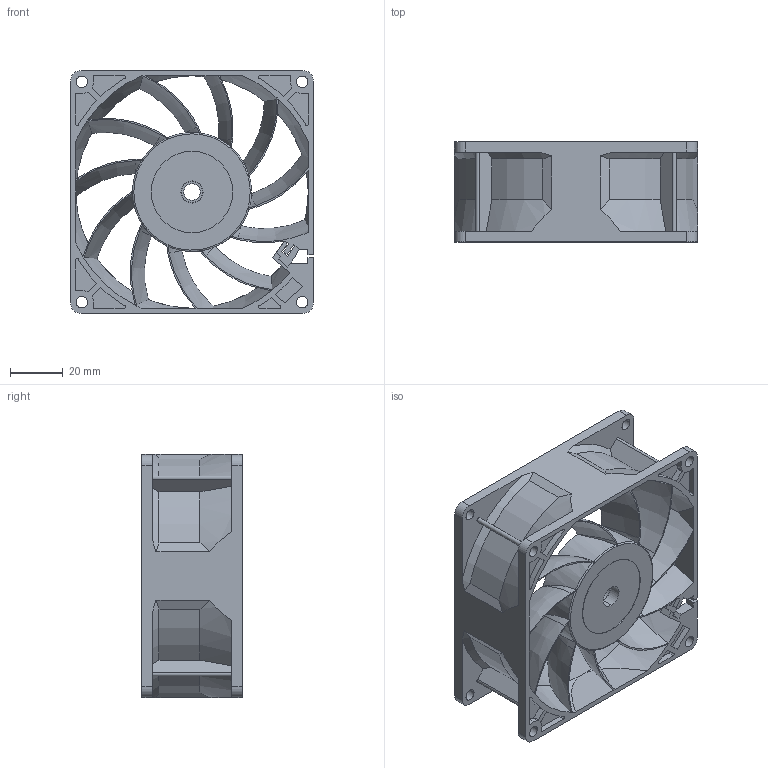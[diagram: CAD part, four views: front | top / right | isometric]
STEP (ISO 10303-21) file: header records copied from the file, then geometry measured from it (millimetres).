
FILE_DESCRIPTION (( 'STEP AP203' ), '1' );
FILE_NAME ('OA938EC Frame Only.stp', '2020-08-18T17:21:22', ( '' ), ( '' ), 'SwSTEP 2.0', 'SolidWorks 2018', '' );
FILE_SCHEMA (( 'CONFIG_CONTROL_DESIGN' ));
Length unit declared in the file: millimetre
Products named in the file (1): OA938EC Frame Only
Bounding box: 92 x 38 x 92 mm (x, y, z)
Volume: 42231.1 mm3; surface area: 50970 mm2
Topology: 1 solids, 1 shells, 421 faces, 1180 edges, 769 vertices
Faces by surface type: plane 165, cylinder 154, bspline 47, cone 43, torus 12
Entity records: 17763 total; most frequent: CARTESIAN_POINT 7503, ORIENTED_EDGE 2352, DIRECTION 1842, EDGE_CURVE 1176, VERTEX_POINT 767, AXIS2_PLACEMENT_3D 752, EDGE_LOOP 469, B_SPLINE_CURVE_WITH_KNOTS 459
